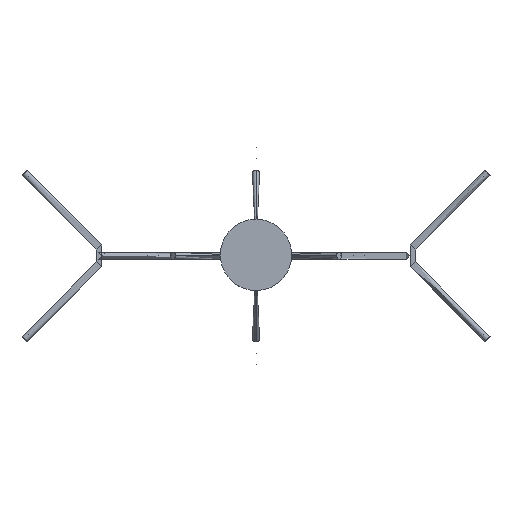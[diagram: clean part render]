
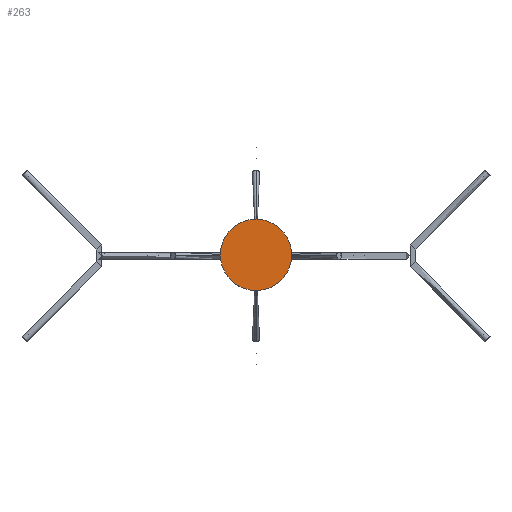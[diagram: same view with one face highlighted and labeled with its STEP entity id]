
A CAD part, top view. The second image highlights one B-rep face of the part: STEP entity #263.
In plain terms, the highlighted planar face has unit normal (0, 0, 1).
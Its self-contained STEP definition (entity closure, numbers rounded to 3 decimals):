
#263=ADVANCED_FACE('',(#354),#997,.T.);
#354=FACE_OUTER_BOUND('',#445,.T.);
#445=EDGE_LOOP('',(#625,#626));
#625=ORIENTED_EDGE('',*,*,#825,.T.);
#626=ORIENTED_EDGE('',*,*,#828,.T.);
#825=EDGE_CURVE('',#941,#943,#1405,.T.);
#828=EDGE_CURVE('',#943,#941,#1408,.T.);
#941=VERTEX_POINT('',#3091);
#943=VERTEX_POINT('',#3093);
#997=PLANE('',#1510);
#1405=(
BOUNDED_CURVE()
B_SPLINE_CURVE(2,(#3101,#3102,#3103,#3104,#3105),.UNSPECIFIED.,.F.,.F.)
B_SPLINE_CURVE_WITH_KNOTS((3,2,3),(0.,94.248,188.496),
 .UNSPECIFIED.)
CURVE()
GEOMETRIC_REPRESENTATION_ITEM()
RATIONAL_B_SPLINE_CURVE((1.,0.707,1.,0.707,1.))
REPRESENTATION_ITEM('')
);
#1408=(
BOUNDED_CURVE()
B_SPLINE_CURVE(2,(#3113,#3114,#3115,#3116,#3117),.UNSPECIFIED.,.F.,.F.)
B_SPLINE_CURVE_WITH_KNOTS((3,2,3),(188.496,282.743,376.991),
 .UNSPECIFIED.)
CURVE()
GEOMETRIC_REPRESENTATION_ITEM()
RATIONAL_B_SPLINE_CURVE((1.,0.707,1.,0.707,1.))
REPRESENTATION_ITEM('')
);
#1510=AXIS2_PLACEMENT_3D('',#3079,#1535,$);
#1535=DIRECTION('',(0.,0.,1.));
#3079=CARTESIAN_POINT('',(-75.,-75.,1164.859));
#3091=CARTESIAN_POINT('',(60.,0.,1164.859));
#3093=CARTESIAN_POINT('',(-60.,0.,1164.859));
#3101=CARTESIAN_POINT('',(60.,0.,1164.859));
#3102=CARTESIAN_POINT('',(60.,60.,1164.859));
#3103=CARTESIAN_POINT('',(0.,60.,1164.859));
#3104=CARTESIAN_POINT('',(-60.,60.,1164.859));
#3105=CARTESIAN_POINT('',(-60.,0.,1164.859));
#3113=CARTESIAN_POINT('',(-60.,0.,1164.859));
#3114=CARTESIAN_POINT('',(-60.,-60.,1164.859));
#3115=CARTESIAN_POINT('',(0.,-60.,1164.859));
#3116=CARTESIAN_POINT('',(60.,-60.,1164.859));
#3117=CARTESIAN_POINT('',(60.,0.,1164.859));
